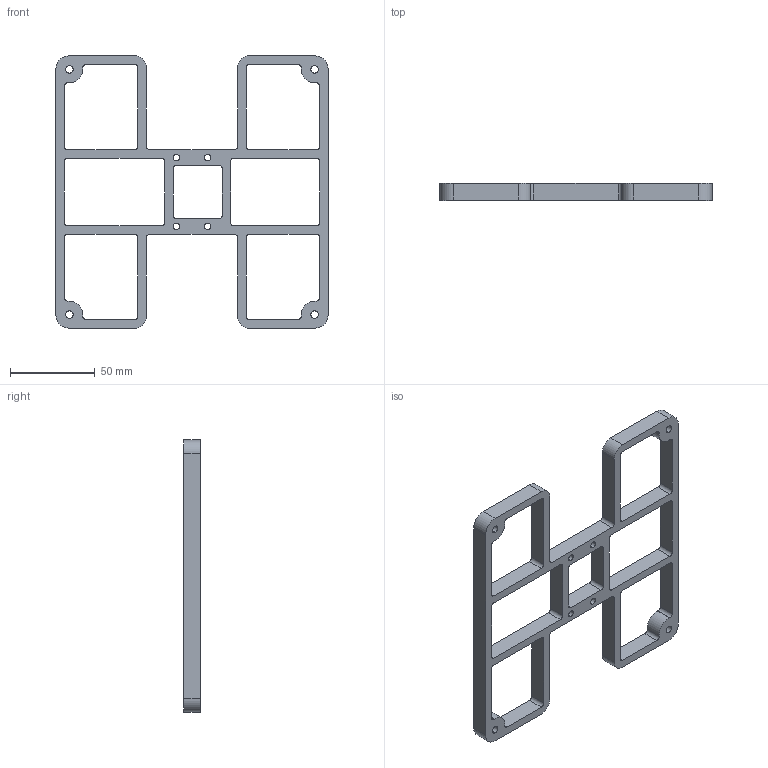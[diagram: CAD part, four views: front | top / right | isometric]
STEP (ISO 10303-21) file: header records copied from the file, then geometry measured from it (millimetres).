
FILE_DESCRIPTION (( 'STEP AP203' ), '1' );
FILE_NAME ('Adapter Plate.STEP', '2021-02-24T23:32:19', ( '' ), ( '' ), 'SwSTEP 2.0', 'SolidWorks 2018', '' );
FILE_SCHEMA (( 'CONFIG_CONTROL_DESIGN' ));
Length unit declared in the file: millimetre
Products named in the file (1): Adapter Plate
Bounding box: 161 x 10 x 161 mm (x, y, z)
Volume: 59499.4 mm3; surface area: 33782.8 mm2
Topology: 1 solids, 1 shells, 122 faces, 348 edges, 232 vertices
Faces by surface type: cylinder 76, plane 46
Entity records: 4181 total; most frequent: DIRECTION 746, CARTESIAN_POINT 703, ORIENTED_EDGE 696, EDGE_CURVE 348, AXIS2_PLACEMENT_3D 275, VERTEX_POINT 232, LINE 196, VECTOR 196
